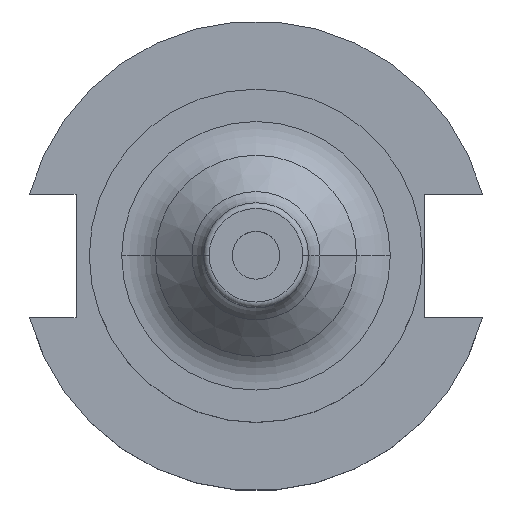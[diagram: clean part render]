
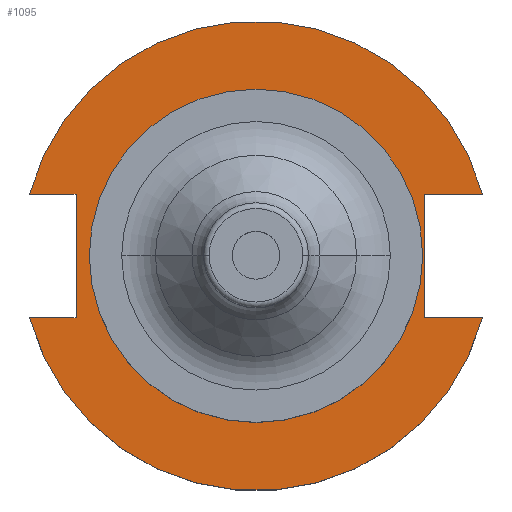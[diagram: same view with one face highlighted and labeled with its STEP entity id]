
A CAD part, top view. The second image highlights one B-rep face of the part: STEP entity #1095.
In plain terms, the highlighted planar face has unit normal (0, 0, 1).
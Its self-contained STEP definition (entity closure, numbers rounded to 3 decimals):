
#27 = DIRECTION ( 'NONE',  ( 0., 0., 1. ) ) ;
#29 = EDGE_CURVE ( 'NONE', #669, #1288, #1348, .T. ) ;
#35 = VECTOR ( 'NONE', #496, 1000. ) ;
#49 = ORIENTED_EDGE ( 'NONE', *, *, #90, .F. ) ;
#68 = EDGE_CURVE ( 'NONE', #224, #706, #1421, .T. ) ;
#90 = EDGE_CURVE ( 'NONE', #575, #394, #1870, .T. ) ;
#106 = LINE ( 'NONE', #1238, #1740 ) ;
#133 = DIRECTION ( 'NONE',  ( 0., 0., 1. ) ) ;
#134 = EDGE_CURVE ( 'NONE', #1608, #1413, #106, .T. ) ;
#170 = CARTESIAN_POINT ( 'NONE',  ( 47.477, -12.954, 19.05 ) ) ;
#178 = EDGE_CURVE ( 'NONE', #1413, #469, #1484, .T. ) ;
#185 = EDGE_LOOP ( 'NONE', ( #49, #997 ) ) ;
#224 = VERTEX_POINT ( 'NONE', #1115 ) ;
#228 = ORIENTED_EDGE ( 'NONE', *, *, #29, .F. ) ;
#268 = DIRECTION ( 'NONE',  ( 1., 0., 0. ) ) ;
#281 = ORIENTED_EDGE ( 'NONE', *, *, #1211, .F. ) ;
#293 = DIRECTION ( 'NONE',  ( 1., 0., 0. ) ) ;
#362 = VECTOR ( 'NONE', #1039, 1000. ) ;
#393 = AXIS2_PLACEMENT_3D ( 'NONE', #1871, #133, #608 ) ;
#394 = VERTEX_POINT ( 'NONE', #1931 ) ;
#410 = DIRECTION ( 'NONE',  ( 0., 0., 1. ) ) ;
#423 = DIRECTION ( 'NONE',  ( 0., 0., 1. ) ) ;
#463 = ORIENTED_EDGE ( 'NONE', *, *, #68, .T. ) ;
#469 = VERTEX_POINT ( 'NONE', #1941 ) ;
#496 = DIRECTION ( 'NONE',  ( 0., 1., 0. ) ) ;
#508 = CARTESIAN_POINT ( 'NONE',  ( -47.477, -12.954, 19.05 ) ) ;
#528 = VERTEX_POINT ( 'NONE', #1311 ) ;
#575 = VERTEX_POINT ( 'NONE', #908 ) ;
#582 = AXIS2_PLACEMENT_3D ( 'NONE', #1432, #27, #827 ) ;
#585 = CIRCLE ( 'NONE', #1313, 34.925 ) ;
#608 = DIRECTION ( 'NONE',  ( 1., 0., 0. ) ) ;
#616 = ORIENTED_EDGE ( 'NONE', *, *, #134, .F. ) ;
#638 = EDGE_CURVE ( 'NONE', #1608, #1288, #1174, .T. ) ;
#639 = ORIENTED_EDGE ( 'NONE', *, *, #638, .T. ) ;
#650 = CARTESIAN_POINT ( 'NONE',  ( -37.719, 12.954, 19.05 ) ) ;
#669 = VERTEX_POINT ( 'NONE', #1856 ) ;
#675 = PLANE ( 'NONE',  #582 ) ;
#691 = EDGE_CURVE ( 'NONE', #469, #706, #1952, .T. ) ;
#706 = VERTEX_POINT ( 'NONE', #1386 ) ;
#777 = ORIENTED_EDGE ( 'NONE', *, *, #178, .F. ) ;
#782 = DIRECTION ( 'NONE',  ( -1., 0., 0. ) ) ;
#827 = DIRECTION ( 'NONE',  ( 1., 0., 0. ) ) ;
#833 = LINE ( 'NONE', #1393, #1131 ) ;
#845 = DIRECTION ( 'NONE',  ( 0., 0., 1. ) ) ;
#908 = CARTESIAN_POINT ( 'NONE',  ( 34.925, 0., 19.05 ) ) ;
#917 = CARTESIAN_POINT ( 'NONE',  ( -63.719, 12.954, 19.05 ) ) ;
#926 = DIRECTION ( 'NONE',  ( -1., 0., 0. ) ) ;
#997 = ORIENTED_EDGE ( 'NONE', *, *, #1118, .F. ) ;
#1039 = DIRECTION ( 'NONE',  ( 1., 0., 0. ) ) ;
#1095 = ADVANCED_FACE ( 'NONE', ( #1479, #1862 ), #675, .T. ) ;
#1115 = CARTESIAN_POINT ( 'NONE',  ( 47.477, 12.954, 19.05 ) ) ;
#1118 = EDGE_CURVE ( 'NONE', #394, #575, #585, .T. ) ;
#1131 = VECTOR ( 'NONE', #782, 1000. ) ;
#1174 = CIRCLE ( 'NONE', #1448, 49.212 ) ;
#1211 = EDGE_CURVE ( 'NONE', #224, #528, #833, .T. ) ;
#1238 = CARTESIAN_POINT ( 'NONE',  ( -63.719, -12.954, 19.05 ) ) ;
#1244 = VECTOR ( 'NONE', #926, 1000. ) ;
#1251 = EDGE_CURVE ( 'NONE', #528, #669, #1514, .T. ) ;
#1288 = VERTEX_POINT ( 'NONE', #170 ) ;
#1311 = CARTESIAN_POINT ( 'NONE',  ( 35.306, 12.954, 19.05 ) ) ;
#1313 = AXIS2_PLACEMENT_3D ( 'NONE', #1453, #845, #1497 ) ;
#1340 = AXIS2_PLACEMENT_3D ( 'NONE', #1537, #423, #293 ) ;
#1348 = LINE ( 'NONE', #1974, #362 ) ;
#1352 = CARTESIAN_POINT ( 'NONE',  ( 0., 0., 19.05 ) ) ;
#1386 = CARTESIAN_POINT ( 'NONE',  ( -47.477, 12.954, 19.05 ) ) ;
#1393 = CARTESIAN_POINT ( 'NONE',  ( 35.306, 12.954, 19.05 ) ) ;
#1413 = VERTEX_POINT ( 'NONE', #1449 ) ;
#1421 = CIRCLE ( 'NONE', #1340, 49.212 ) ;
#1432 = CARTESIAN_POINT ( 'NONE',  ( 0., 49.212, 19.05 ) ) ;
#1448 = AXIS2_PLACEMENT_3D ( 'NONE', #1352, #410, #1510 ) ;
#1449 = CARTESIAN_POINT ( 'NONE',  ( -37.719, -12.954, 19.05 ) ) ;
#1453 = CARTESIAN_POINT ( 'NONE',  ( 0., 0., 19.05 ) ) ;
#1461 = VECTOR ( 'NONE', #1847, 1000. ) ;
#1479 = FACE_BOUND ( 'NONE', #185, .T. ) ;
#1484 = LINE ( 'NONE', #650, #35 ) ;
#1497 = DIRECTION ( 'NONE',  ( 1., 0., 0. ) ) ;
#1510 = DIRECTION ( 'NONE',  ( 1., 0., 0. ) ) ;
#1514 = LINE ( 'NONE', #1865, #1461 ) ;
#1537 = CARTESIAN_POINT ( 'NONE',  ( 0., 0., 19.05 ) ) ;
#1551 = ORIENTED_EDGE ( 'NONE', *, *, #1251, .F. ) ;
#1608 = VERTEX_POINT ( 'NONE', #508 ) ;
#1630 = ORIENTED_EDGE ( 'NONE', *, *, #691, .F. ) ;
#1740 = VECTOR ( 'NONE', #268, 1000. ) ;
#1847 = DIRECTION ( 'NONE',  ( 0., -1., 0. ) ) ;
#1856 = CARTESIAN_POINT ( 'NONE',  ( 35.306, -12.954, 19.05 ) ) ;
#1862 = FACE_OUTER_BOUND ( 'NONE', #1947, .T. ) ;
#1865 = CARTESIAN_POINT ( 'NONE',  ( 35.306, 12.954, 19.05 ) ) ;
#1870 = CIRCLE ( 'NONE', #393, 34.925 ) ;
#1871 = CARTESIAN_POINT ( 'NONE',  ( 0., 0., 19.05 ) ) ;
#1931 = CARTESIAN_POINT ( 'NONE',  ( -34.925, 0., 19.05 ) ) ;
#1941 = CARTESIAN_POINT ( 'NONE',  ( -37.719, 12.954, 19.05 ) ) ;
#1947 = EDGE_LOOP ( 'NONE', ( #639, #228, #1551, #281, #463, #1630, #777, #616 ) ) ;
#1952 = LINE ( 'NONE', #917, #1244 ) ;
#1974 = CARTESIAN_POINT ( 'NONE',  ( 35.306, -12.954, 19.05 ) ) ;
